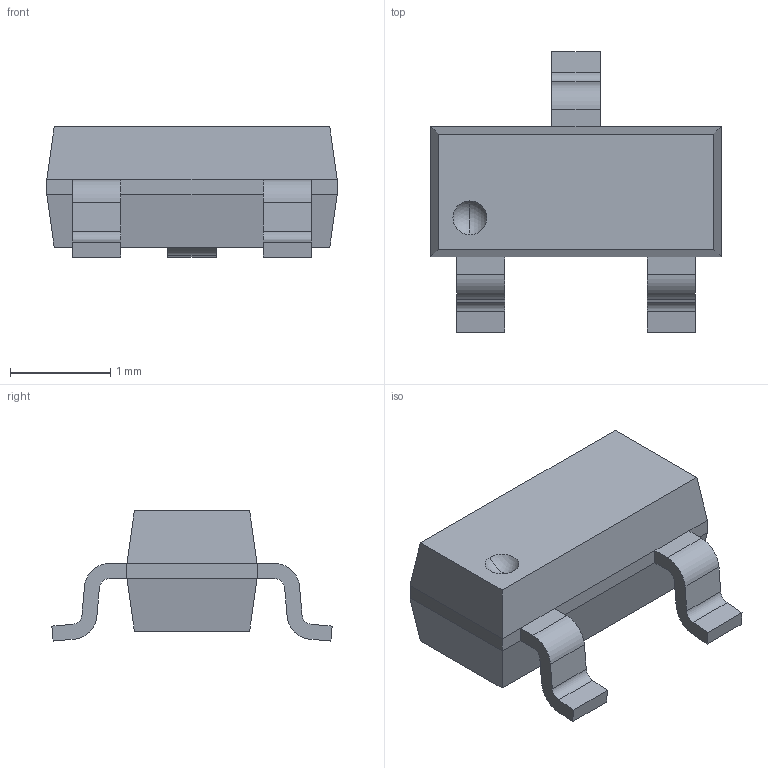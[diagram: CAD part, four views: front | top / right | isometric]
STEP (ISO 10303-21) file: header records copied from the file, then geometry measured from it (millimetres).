
FILE_DESCRIPTION (( 'STEP AP214' ), '1' );
FILE_NAME ('311373E2-A63A-40CE-ACD3-DF13DB6E3D70.STEP', '2024-02-26T23:18:31', ( '' ), ( '' ), 'SwSTEP 2.0', 'SolidWorks 2022', '' );
FILE_SCHEMA (( 'AUTOMOTIVE_DESIGN' ));
Length unit declared in the file: millimetre
Products named in the file (1): 311373E2-A63A-40CE-ACD3-DF13DB6E3D70
Bounding box: 2.9 x 2.8 x 1.3 mm (x, y, z)
Volume: 4.5 mm3; surface area: 20.7 mm2
Topology: 1 solids, 1 shells, 58 faces, 145 edges, 90 vertices
Faces by surface type: plane 44, cylinder 12, sphere 2
Entity records: 1939 total; most frequent: CARTESIAN_POINT 294, DIRECTION 290, ORIENTED_EDGE 290, EDGE_CURVE 145, LINE 118, VECTOR 118, VERTEX_POINT 90, AXIS2_PLACEMENT_3D 86
